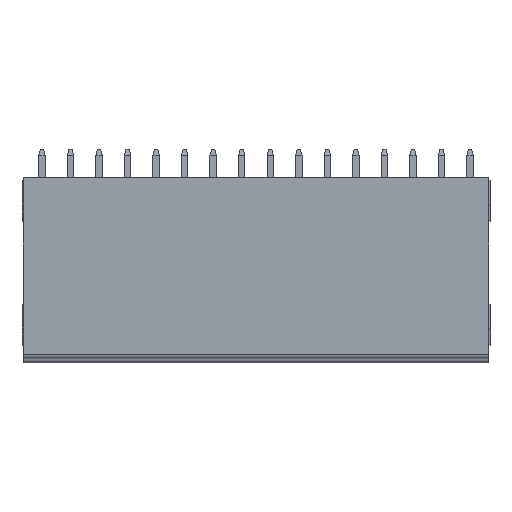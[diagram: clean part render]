
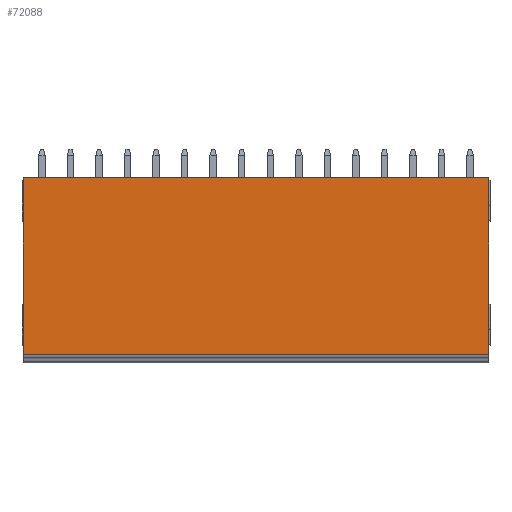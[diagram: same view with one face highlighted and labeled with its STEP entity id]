
A CAD part, top view. The second image highlights one B-rep face of the part: STEP entity #72088.
In plain terms, the highlighted planar face has unit normal (0, 0, 1).
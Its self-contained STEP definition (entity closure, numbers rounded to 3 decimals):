
#25767=DIRECTION('',(-1.,0.,0.));
#25768=VECTOR('',#25767,57.1);
#25769=CARTESIAN_POINT('',(-0.15,-10.3,9.2));
#25770=LINE('',#25769,#25768);
#25776=DIRECTION('',(0.,-1.,0.));
#25777=VECTOR('',#25776,21.7);
#25778=CARTESIAN_POINT('',(-57.25,11.4,9.2));
#25779=LINE('',#25778,#25777);
#25780=DIRECTION('',(-1.,0.,0.));
#25781=VECTOR('',#25780,57.1);
#25782=CARTESIAN_POINT('',(-0.15,11.4,9.2));
#25783=LINE('',#25782,#25781);
#25784=DIRECTION('',(0.,-1.,0.));
#25785=VECTOR('',#25784,21.7);
#25786=CARTESIAN_POINT('',(-0.15,11.4,9.2));
#25787=LINE('',#25786,#25785);
#32200=CARTESIAN_POINT('',(-0.15,11.4,9.2));
#32201=VERTEX_POINT('',#32200);
#32202=CARTESIAN_POINT('',(-0.15,-10.3,9.2));
#32203=VERTEX_POINT('',#32202);
#35988=CARTESIAN_POINT('',(-57.25,11.4,9.2));
#35989=VERTEX_POINT('',#35988);
#35990=CARTESIAN_POINT('',(-57.25,-10.3,9.2));
#35991=VERTEX_POINT('',#35990);
#72076=CARTESIAN_POINT('',(0.,11.4,9.2));
#72077=DIRECTION('',(0.,0.,1.));
#72078=DIRECTION('',(0.,-1.,0.));
#72079=AXIS2_PLACEMENT_3D('',#72076,#72077,#72078);
#72080=PLANE('',#72079);
#72081=ORIENTED_EDGE('',*,*,#53909,.F.);
#72083=ORIENTED_EDGE('',*,*,#72082,.F.);
#72084=ORIENTED_EDGE('',*,*,#71865,.T.);
#72085=ORIENTED_EDGE('',*,*,#72069,.T.);
#72086=EDGE_LOOP('',(#72081,#72083,#72084,#72085));
#72087=FACE_OUTER_BOUND('',#72086,.F.);
#72088=ADVANCED_FACE('',(#72087),#72080,.T.);
#53909=EDGE_CURVE('',#35989,#35991,#25779,.T.);
#71865=EDGE_CURVE('',#32201,#32203,#25787,.T.);
#72069=EDGE_CURVE('',#32203,#35991,#25770,.T.);
#72082=EDGE_CURVE('',#32201,#35989,#25783,.T.);
